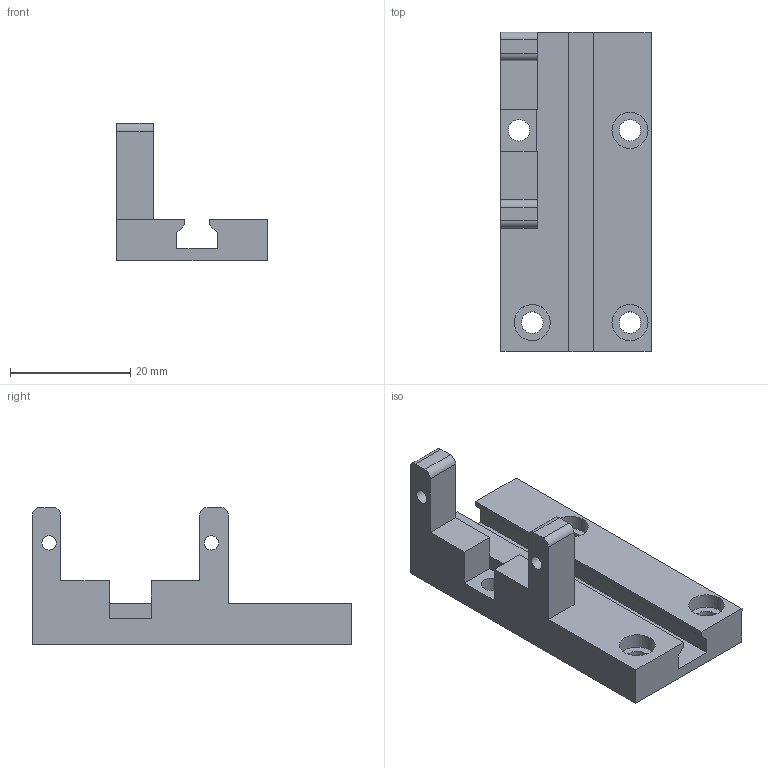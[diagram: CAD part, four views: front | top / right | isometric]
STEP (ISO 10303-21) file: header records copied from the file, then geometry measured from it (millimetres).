
FILE_DESCRIPTION(/* description */ (''),/* implementation_level */ '2;1');
FILE_NAME(/* name */ 'XYZ Robot Servo Bracket Mount Assembly v22 Bracket.step',/* time_stamp */ '2024-07-29T22:56:36-07:00',/* author */ (''),/* organization */ (''),/* preprocessor_version */ 'ST-DEVELOPER v20',/* originating_system */ 'Autodesk Translation Framework v13.14.0.145',/* authorisation */ '');
FILE_SCHEMA (('AUTOMOTIVE_DESIGN { 1 0 10303 214 3 1 1 }'));
Length unit declared in the file: millimetre
Products named in the file (2): XYZ Robot Servo Bracket Mount Assembly; XYZ Robot Servo Bracket Mount v1
Assembly tree (1 placements, depth 2):
  XYZ Robot Servo Bracket Mount Assembly
    XYZ Robot Servo Bracket Mount v1
Bounding box: 24.97 x 53.15 x 22.82 mm (x, y, z)
Volume: 8261.7 mm3; surface area: 5519.7 mm2
Topology: 1 solids, 1 shells, 43 faces, 114 edges, 76 vertices
Faces by surface type: plane 30, cylinder 13
Full cylindrical faces by diameter (mm): 2.4 x2, 3.6 x4, 6 x3
Entity records: 1418 total; most frequent: CARTESIAN_POINT 236, DIRECTION 232, ORIENTED_EDGE 228, EDGE_CURVE 114, LINE 88, VECTOR 88, VERTEX_POINT 76, AXIS2_PLACEMENT_3D 72
